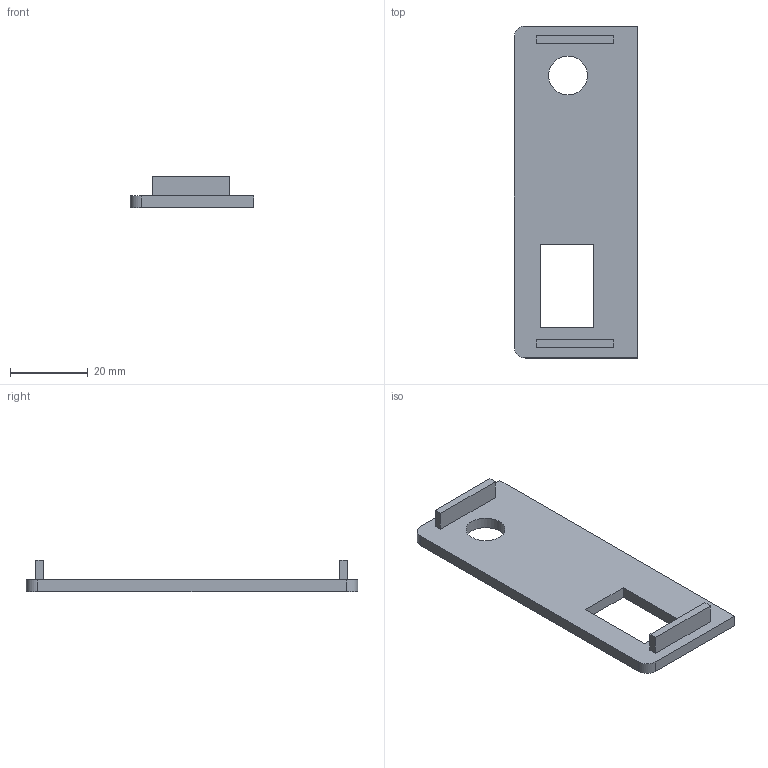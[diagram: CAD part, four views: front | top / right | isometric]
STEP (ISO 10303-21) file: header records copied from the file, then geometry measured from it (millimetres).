
FILE_DESCRIPTION(('FreeCAD Model'),'2;1');
FILE_NAME( 'CellIQGasLid.step', '2021-08-09T14:30:43',('Author'),(''), 'Open CASCADE STEP processor 7.3','FreeCAD','Unknown');
FILE_SCHEMA(('AUTOMOTIVE_DESIGN { 1 0 10303 214 1 1 1 1 }'));
Length unit declared in the file: millimetre
Products named in the file (1): Pocket001
Bounding box: 31.9 x 85.5 x 8 mm (x, y, z)
Volume: 7448.8 mm3; surface area: 6141.6 mm2
Topology: 1 solids, 1 shells, 23 faces, 57 edges, 38 vertices
Faces by surface type: plane 20, cylinder 3
Full cylindrical faces by diameter (mm): 10 x1
Entity records: 1451 total; most frequent: CARTESIAN_POINT 265, DIRECTION 213, LINE 151, VECTOR 151, ORIENTED_EDGE 114, PCURVE 114, DEFINITIONAL_REPRESENTATION 114, EDGE_CURVE 57
